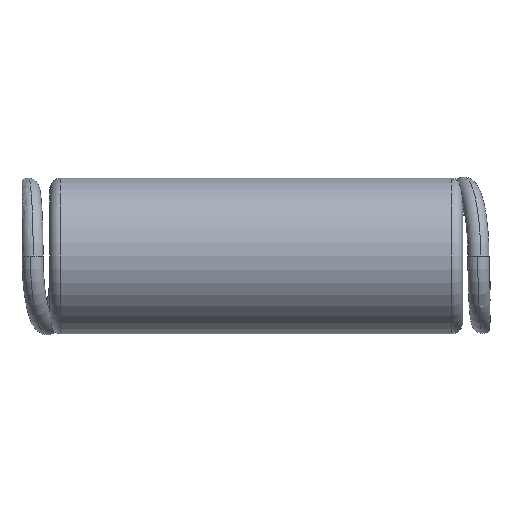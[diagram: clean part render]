
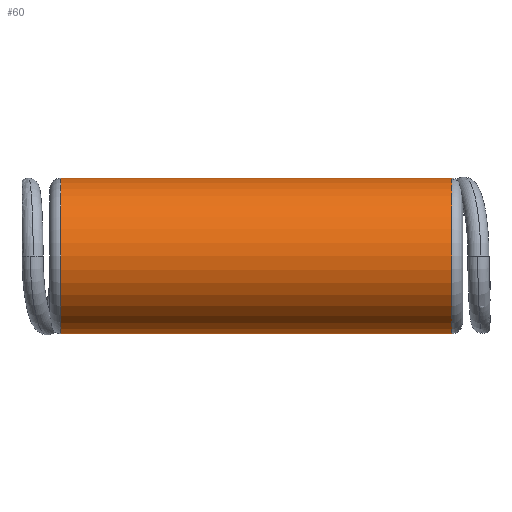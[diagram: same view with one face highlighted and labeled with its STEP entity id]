
A CAD part, front view. The second image highlights one B-rep face of the part: STEP entity #60.
In plain terms, the highlighted cylindrical face has radius 2.325 mm (diameter 4.65 mm), a partial arc.
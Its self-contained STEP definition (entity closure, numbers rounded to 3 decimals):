
#3 = VERTEX_POINT ( 'NONE', #479 ) ;
#18 = EDGE_CURVE ( 'NONE', #823, #3, #933, .T. ) ;
#60 = ADVANCED_FACE ( 'NONE', ( #781 ), #342, .T. ) ;
#115 = DIRECTION ( 'NONE',  ( 0., 0., 1. ) ) ;
#123 = CARTESIAN_POINT ( 'NONE',  ( 2., 0., 0. ) ) ;
#139 = CARTESIAN_POINT ( 'NONE',  ( 1.155, 0., 0. ) ) ;
#190 = EDGE_CURVE ( 'NONE', #664, #823, #890, .T. ) ;
#191 = DIRECTION ( 'NONE',  ( -1., 0., 0. ) ) ;
#252 = VECTOR ( 'NONE', #486, 1000. ) ;
#274 = DIRECTION ( 'NONE',  ( -1., 0., 0. ) ) ;
#276 = EDGE_CURVE ( 'NONE', #664, #893, #786, .T. ) ;
#328 = DIRECTION ( 'NONE',  ( -1., 0., 0. ) ) ;
#342 = CYLINDRICAL_SURFACE ( 'NONE', #862, 2.325 ) ;
#354 = VECTOR ( 'NONE', #274, 1000. ) ;
#356 = EDGE_CURVE ( 'NONE', #893, #3, #427, .T. ) ;
#373 = ORIENTED_EDGE ( 'NONE', *, *, #190, .T. ) ;
#394 = ORIENTED_EDGE ( 'NONE', *, *, #18, .T. ) ;
#399 = EDGE_LOOP ( 'NONE', ( #688, #373, #394, #442 ) ) ;
#402 = AXIS2_PLACEMENT_3D ( 'NONE', #475, #328, #115 ) ;
#414 = DIRECTION ( 'NONE',  ( 0., 0., 1. ) ) ;
#427 = CIRCLE ( 'NONE', #848, 2.325 ) ;
#433 = DIRECTION ( 'NONE',  ( 0., 0., 1. ) ) ;
#442 = ORIENTED_EDGE ( 'NONE', *, *, #356, .F. ) ;
#475 = CARTESIAN_POINT ( 'NONE',  ( 12.855, 0., 0. ) ) ;
#479 = CARTESIAN_POINT ( 'NONE',  ( 1.155, 0., 2.325 ) ) ;
#486 = DIRECTION ( 'NONE',  ( -1., 0., 0. ) ) ;
#639 = CARTESIAN_POINT ( 'NONE',  ( 1.155, 0., -2.325 ) ) ;
#664 = VERTEX_POINT ( 'NONE', #878 ) ;
#688 = ORIENTED_EDGE ( 'NONE', *, *, #276, .F. ) ;
#709 = CARTESIAN_POINT ( 'NONE',  ( 2., 0., -2.325 ) ) ;
#781 = FACE_OUTER_BOUND ( 'NONE', #399, .T. ) ;
#786 = LINE ( 'NONE', #709, #354 ) ;
#791 = CARTESIAN_POINT ( 'NONE',  ( 2., 0., 2.325 ) ) ;
#823 = VERTEX_POINT ( 'NONE', #912 ) ;
#848 = AXIS2_PLACEMENT_3D ( 'NONE', #139, #881, #433 ) ;
#862 = AXIS2_PLACEMENT_3D ( 'NONE', #123, #191, #414 ) ;
#878 = CARTESIAN_POINT ( 'NONE',  ( 12.855, 0., -2.325 ) ) ;
#881 = DIRECTION ( 'NONE',  ( -1., 0., 0. ) ) ;
#890 = CIRCLE ( 'NONE', #402, 2.325 ) ;
#893 = VERTEX_POINT ( 'NONE', #639 ) ;
#912 = CARTESIAN_POINT ( 'NONE',  ( 12.855, 0., 2.325 ) ) ;
#933 = LINE ( 'NONE', #791, #252 ) ;
